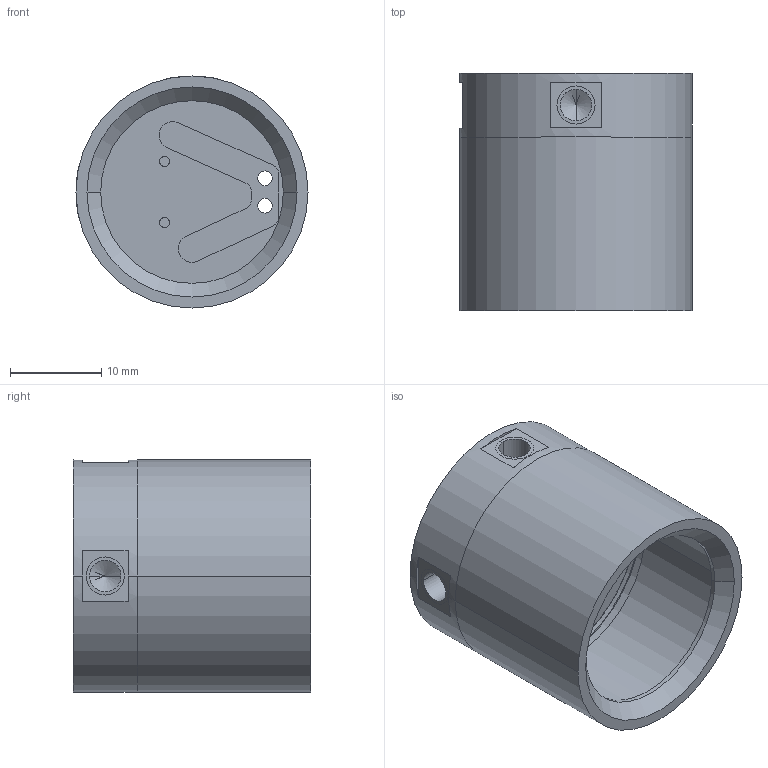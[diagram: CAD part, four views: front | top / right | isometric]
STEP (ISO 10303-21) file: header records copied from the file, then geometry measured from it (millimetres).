
FILE_DESCRIPTION((''),'2;1');
FILE_NAME('180000_ASM','2017-11-15T',('zkm'),(''),'PRO/ENGINEER BY PARAMETRIC TECHNOLOGY CORPORATION, 2004110','PRO/ENGINEER BY PARAMETRIC TECHNOLOGY CORPORATION, 2004110','');
FILE_SCHEMA(('CONFIG_CONTROL_DESIGN'));
Length unit declared in the file: millimetre
Products named in the file (3): 180000; 180002; 180000_ASM
Assembly tree (2 placements, depth 2):
  180000_ASM
    180000
    180002
Bounding box: 25.4 x 26 x 25.4 mm (x, y, z)
Volume: 6781.3 mm3; surface area: 6280.2 mm2
Topology: 2 solids, 7 shells, 83 faces, 197 edges, 127 vertices
Faces by surface type: cylinder 46, plane 27, cone 10
Entity records: 2521 total; most frequent: DIRECTION 483, CARTESIAN_POINT 410, ORIENTED_EDGE 362, AXIS2_PLACEMENT_3D 200, EDGE_CURVE 191, VERTEX_POINT 127, CIRCLE 108, EDGE_LOOP 104
